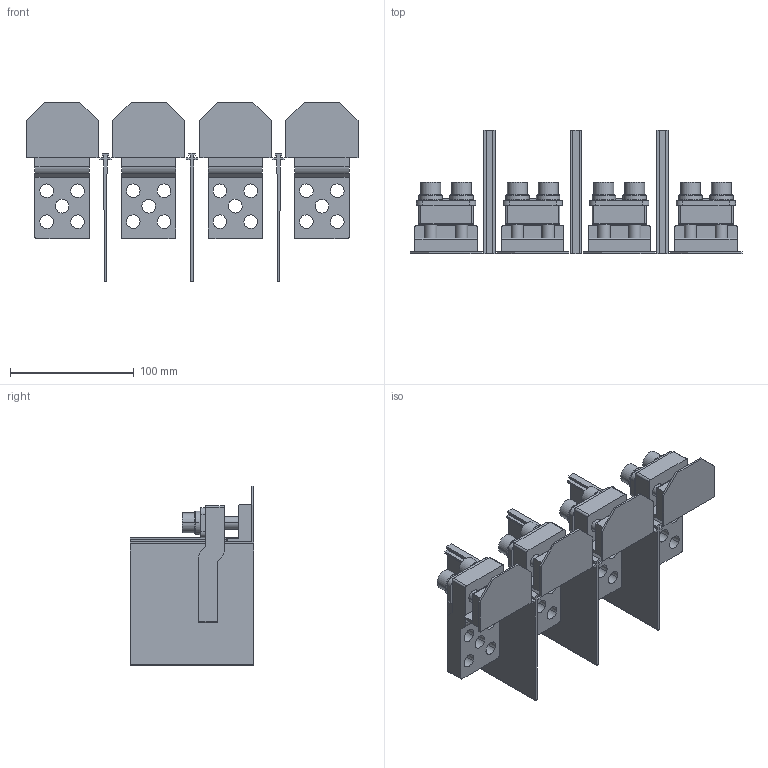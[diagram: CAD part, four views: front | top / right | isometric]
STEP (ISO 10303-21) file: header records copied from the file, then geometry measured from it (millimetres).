
FILE_DESCRIPTION(('CATIA V5 STEP'),'2;1');
FILE_NAME('1SDH001252R0046_1PA_001_00_E1.2_IV_F_TERMINALS_EF_LOWER.stp','2014-03-07T07:03:23+00:00',('none'),('none'),'CATIA Version 5 Release 20 SP 1 (IN-10)','CATIA V5 STEP AP214','none');
FILE_SCHEMA(('AUTOMOTIVE_DESIGN { 1 0 10303 214 1 1 1 1 }'));
Length unit declared in the file: millimetre
Products named in the file (1): 1SDH001252R0046_1PA_001_00_E1.2_IV_F_TERMINALS_EF_LOWER
Bounding box: 268.5 x 100 x 145 mm (x, y, z)
Volume: 426345.6 mm3; surface area: 200888.1 mm2
Topology: 31 solids, 31 shells, 554 faces, 1402 edges, 942 vertices
Faces by surface type: plane 331, cylinder 207, torus 16
Entity records: 16208 total; most frequent: CARTESIAN_POINT 2806, ORIENTED_EDGE 2804, DIRECTION 2324, EDGE_CURVE 1402, VECTOR 950, LINE 950, VERTEX_POINT 942, AXIS2_PLACEMENT_3D 914
